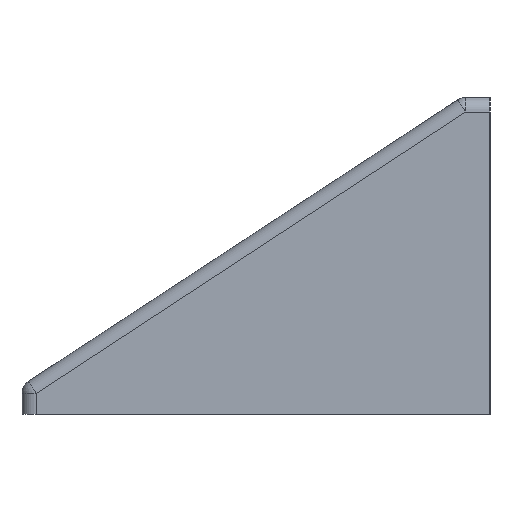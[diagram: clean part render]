
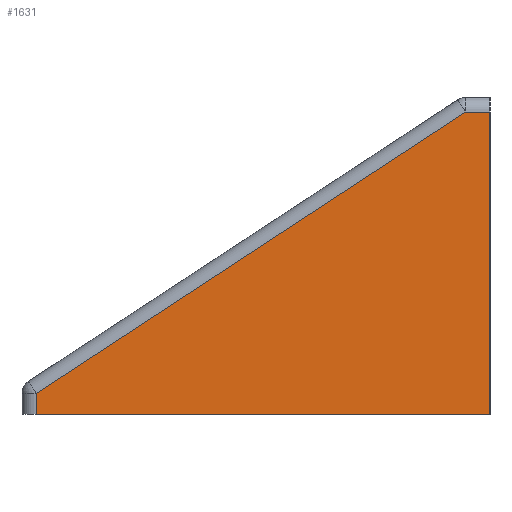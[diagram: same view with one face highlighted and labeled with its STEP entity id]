
A CAD part, left-side view. The second image highlights one B-rep face of the part: STEP entity #1631.
In plain terms, the highlighted planar face has unit normal (-1, 0, 0).
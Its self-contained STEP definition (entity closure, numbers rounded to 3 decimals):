
#96=LINE('',#7704,#175);
#101=LINE('',#7731,#180);
#111=LINE('',#8037,#190);
#133=LINE('',#8307,#212);
#138=LINE('',#8315,#217);
#175=VECTOR('',#1947,10.);
#180=VECTOR('',#1972,10.);
#190=VECTOR('',#2076,10.);
#212=VECTOR('',#2144,10.);
#217=VECTOR('',#2155,10.);
#251=PLANE('',#1817);
#338=FACE_OUTER_BOUND('',#449,.T.);
#449=EDGE_LOOP('',(#1374,#1375,#1376,#1377,#1378));
#728=VERTEX_POINT('',#7701);
#729=VERTEX_POINT('',#7703);
#741=VERTEX_POINT('',#7729);
#768=VERTEX_POINT('',#7905);
#771=VERTEX_POINT('',#8029);
#899=EDGE_CURVE('',#728,#729,#96,.T.);
#913=EDGE_CURVE('',#741,#728,#101,.T.);
#957=EDGE_CURVE('',#771,#741,#111,.T.);
#989=EDGE_CURVE('',#768,#771,#133,.T.);
#994=EDGE_CURVE('',#729,#768,#138,.T.);
#1374=ORIENTED_EDGE('',*,*,#957,.F.);
#1375=ORIENTED_EDGE('',*,*,#989,.F.);
#1376=ORIENTED_EDGE('',*,*,#994,.F.);
#1377=ORIENTED_EDGE('',*,*,#899,.F.);
#1378=ORIENTED_EDGE('',*,*,#913,.F.);
#1631=ADVANCED_FACE('',(#338),#251,.T.);
#1817=AXIS2_PLACEMENT_3D('',#8348,#2199,#2200);
#1947=DIRECTION('',(0.,1.,0.));
#1972=DIRECTION('',(0.,0.,-1.));
#2076=DIRECTION('',(0.,-1.,0.));
#2144=DIRECTION('',(0.,-0.836,0.548));
#2155=DIRECTION('',(0.,0.,1.));
#2199=DIRECTION('center_axis',(-1.,0.,0.));
#2200=DIRECTION('ref_axis',(0.,0.,1.));
#7701=CARTESIAN_POINT('',(-41.25,0.,-24.));
#7703=CARTESIAN_POINT('',(-41.25,63.,-24.));
#7704=CARTESIAN_POINT('',(-41.25,0.,-24.));
#7729=CARTESIAN_POINT('',(-41.25,0.,18.));
#7731=CARTESIAN_POINT('',(-41.25,0.,-20.));
#7905=CARTESIAN_POINT('',(-41.25,63.,-21.08));
#8029=CARTESIAN_POINT('',(-41.25,3.403,18.));
#8037=CARTESIAN_POINT('',(-41.25,0.,18.));
#8307=CARTESIAN_POINT('',(-41.25,10.676,13.231));
#8315=CARTESIAN_POINT('',(-41.25,63.,-20.));
#8348=CARTESIAN_POINT('Origin',(-41.25,0.,-20.));
